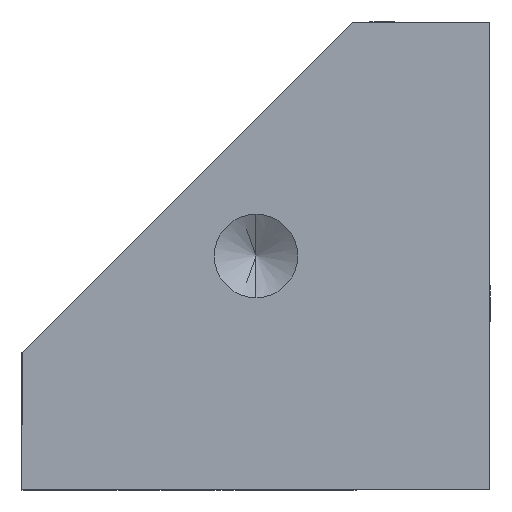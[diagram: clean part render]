
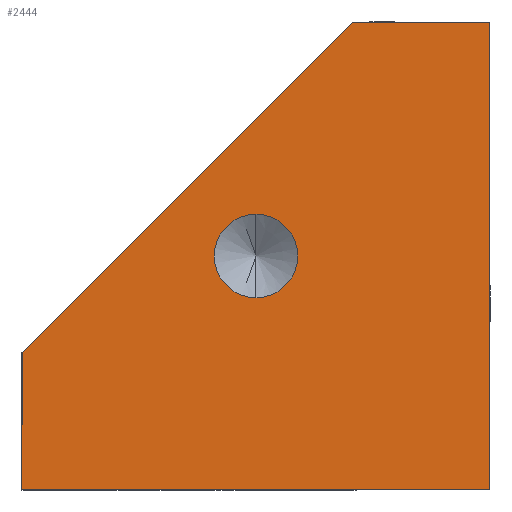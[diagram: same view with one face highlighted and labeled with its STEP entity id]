
A CAD part, front view. The second image highlights one B-rep face of the part: STEP entity #2444.
In plain terms, the highlighted planar face has unit normal (0, -1, 0).
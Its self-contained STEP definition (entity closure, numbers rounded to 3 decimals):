
#204 = VERTEX_POINT ( 'NONE', #1417 ) ;
#218 = VERTEX_POINT ( 'NONE', #1437 ) ;
#260 = CARTESIAN_POINT ( 'NONE',  ( 6.35, 0., 6.35 ) ) ;
#320 = VERTEX_POINT ( 'NONE', #854 ) ;
#485 = VERTEX_POINT ( 'NONE', #672 ) ;
#513 = FACE_BOUND ( 'NONE', #1245, .T. ) ;
#574 = EDGE_CURVE ( 'NONE', #204, #218, #2502, .T. ) ;
#588 = ORIENTED_EDGE ( 'NONE', *, *, #2635, .F. ) ;
#623 = EDGE_CURVE ( 'NONE', #218, #2032, #3201, .T. ) ;
#633 = LINE ( 'NONE', #3409, #2875 ) ;
#672 = CARTESIAN_POINT ( 'NONE',  ( 6.35, 0., 5.22 ) ) ;
#752 = DIRECTION ( 'NONE',  ( 0., 0., -1. ) ) ;
#854 = CARTESIAN_POINT ( 'NONE',  ( 6.35, 0., 7.48 ) ) ;
#894 = VERTEX_POINT ( 'NONE', #1258 ) ;
#997 = CARTESIAN_POINT ( 'NONE',  ( 0., 0., 0. ) ) ;
#1063 = VERTEX_POINT ( 'NONE', #997 ) ;
#1064 = VECTOR ( 'NONE', #752, 1000. ) ;
#1072 = LINE ( 'NONE', #1581, #3701 ) ;
#1094 = DIRECTION ( 'NONE',  ( 0., -1., 0. ) ) ;
#1156 = PLANE ( 'NONE',  #1598 ) ;
#1179 = EDGE_CURVE ( 'NONE', #485, #320, #2859, .T. ) ;
#1245 = EDGE_LOOP ( 'NONE', ( #1435, #2573 ) ) ;
#1258 = CARTESIAN_POINT ( 'NONE',  ( 0., 0., 3.72 ) ) ;
#1384 = ORIENTED_EDGE ( 'NONE', *, *, #1729, .F. ) ;
#1416 = DIRECTION ( 'NONE',  ( 0., 0., -1. ) ) ;
#1417 = CARTESIAN_POINT ( 'NONE',  ( 8.98, 0., 12.7 ) ) ;
#1420 = DIRECTION ( 'NONE',  ( 0., -1., 0. ) ) ;
#1422 = FACE_OUTER_BOUND ( 'NONE', #2406, .T. ) ;
#1435 = ORIENTED_EDGE ( 'NONE', *, *, #1179, .F. ) ;
#1437 = CARTESIAN_POINT ( 'NONE',  ( 12.7, 0., 12.7 ) ) ;
#1581 = CARTESIAN_POINT ( 'NONE',  ( 0., 0., 3.72 ) ) ;
#1598 = AXIS2_PLACEMENT_3D ( 'NONE', #3590, #2625, #2073 ) ;
#1645 = AXIS2_PLACEMENT_3D ( 'NONE', #260, #1420, #2645 ) ;
#1688 = CARTESIAN_POINT ( 'NONE',  ( 6.35, 0., 6.35 ) ) ;
#1729 = EDGE_CURVE ( 'NONE', #2032, #1063, #2428, .T. ) ;
#1861 = DIRECTION ( 'NONE',  ( -1., 0., 0. ) ) ;
#1905 = ORIENTED_EDGE ( 'NONE', *, *, #623, .F. ) ;
#1939 = DIRECTION ( 'NONE',  ( 1., 0., 0. ) ) ;
#2021 = VECTOR ( 'NONE', #1939, 1000. ) ;
#2032 = VERTEX_POINT ( 'NONE', #2713 ) ;
#2070 = ORIENTED_EDGE ( 'NONE', *, *, #2146, .F. ) ;
#2073 = DIRECTION ( 'NONE',  ( 0., 0., 1. ) ) ;
#2146 = EDGE_CURVE ( 'NONE', #1063, #894, #633, .T. ) ;
#2406 = EDGE_LOOP ( 'NONE', ( #2484, #588, #2070, #1384, #1905 ) ) ;
#2428 = LINE ( 'NONE', #3669, #2803 ) ;
#2444 = ADVANCED_FACE ( 'NONE', ( #513, #1422 ), #1156, .F. ) ;
#2484 = ORIENTED_EDGE ( 'NONE', *, *, #574, .F. ) ;
#2502 = LINE ( 'NONE', #3726, #2021 ) ;
#2573 = ORIENTED_EDGE ( 'NONE', *, *, #2777, .F. ) ;
#2625 = DIRECTION ( 'NONE',  ( 0., 1., 0. ) ) ;
#2635 = EDGE_CURVE ( 'NONE', #894, #204, #1072, .T. ) ;
#2645 = DIRECTION ( 'NONE',  ( 0., 0., -1. ) ) ;
#2713 = CARTESIAN_POINT ( 'NONE',  ( 12.7, 0., 0. ) ) ;
#2777 = EDGE_CURVE ( 'NONE', #320, #485, #3767, .T. ) ;
#2803 = VECTOR ( 'NONE', #1861, 1000. ) ;
#2811 = CARTESIAN_POINT ( 'NONE',  ( 12.7, 0., 0. ) ) ;
#2859 = CIRCLE ( 'NONE', #1645, 1.13 ) ;
#2875 = VECTOR ( 'NONE', #3338, 1000. ) ;
#3011 = AXIS2_PLACEMENT_3D ( 'NONE', #1688, #1094, #1416 ) ;
#3201 = LINE ( 'NONE', #2811, #1064 ) ;
#3338 = DIRECTION ( 'NONE',  ( 0., 0., 1. ) ) ;
#3409 = CARTESIAN_POINT ( 'NONE',  ( 0., 0., 0. ) ) ;
#3590 = CARTESIAN_POINT ( 'NONE',  ( 0., 0., 0. ) ) ;
#3669 = CARTESIAN_POINT ( 'NONE',  ( 0., 0., 0. ) ) ;
#3701 = VECTOR ( 'NONE', #3781, 1000. ) ;
#3726 = CARTESIAN_POINT ( 'NONE',  ( 0., 0., 12.7 ) ) ;
#3767 = CIRCLE ( 'NONE', #3011, 1.13 ) ;
#3781 = DIRECTION ( 'NONE',  ( 0.707, 0., 0.707 ) ) ;
